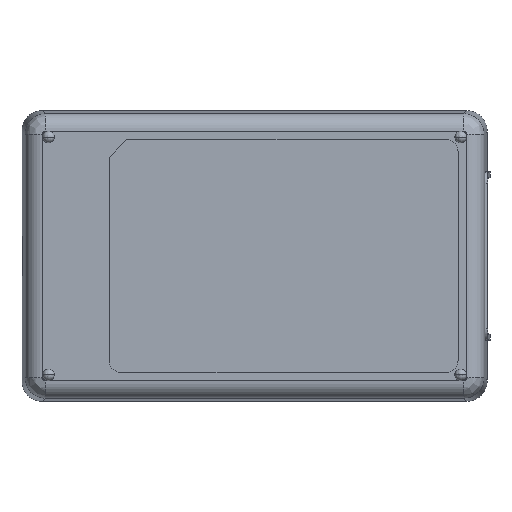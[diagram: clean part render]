
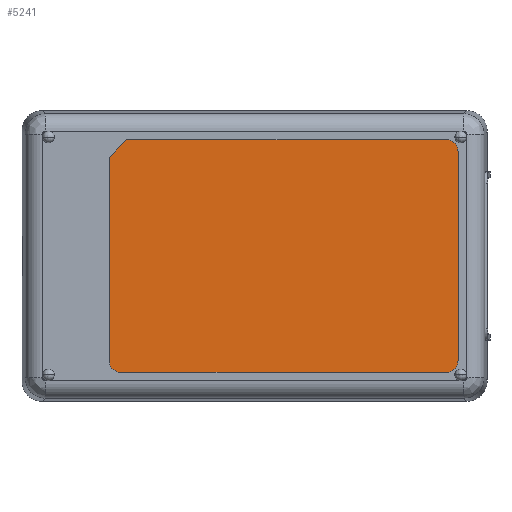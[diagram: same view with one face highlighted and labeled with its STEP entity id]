
A CAD part, front view. The second image highlights one B-rep face of the part: STEP entity #5241.
In plain terms, the highlighted planar face has unit normal (0, -1, 0).
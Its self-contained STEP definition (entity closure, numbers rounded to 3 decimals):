
#1717=CARTESIAN_POINT('',(-18.,-15.1,-33.));
#1718=DIRECTION('',(0.,-1.,0.));
#1719=DIRECTION('',(-1.,0.,0.));
#1720=AXIS2_PLACEMENT_3D('',#1717,#1718,#1719);
#1722=DIRECTION('',(0.,0.,-1.));
#1723=VECTOR('',#1722,56.);
#1724=CARTESIAN_POINT('',(-20.,-15.1,23.));
#1725=LINE('',#1724,#1723);
#1726=CARTESIAN_POINT('',(-18.,-15.1,23.));
#1727=DIRECTION('',(0.,-1.,0.));
#1728=DIRECTION('',(0.,0.,1.));
#1729=AXIS2_PLACEMENT_3D('',#1726,#1727,#1728);
#1731=DIRECTION('',(-0.707,0.,0.707));
#1732=VECTOR('',#1731,4.243);
#1733=CARTESIAN_POINT('',(20.,-15.1,22.));
#1734=LINE('',#1733,#1732);
#1735=CARTESIAN_POINT('',(18.,-15.1,-33.));
#1736=DIRECTION('',(0.,-1.,0.));
#1737=DIRECTION('',(0.,0.,-1.));
#1738=AXIS2_PLACEMENT_3D('',#1735,#1736,#1737);
#1740=DIRECTION('',(1.,0.,0.));
#1741=VECTOR('',#1740,36.);
#1742=CARTESIAN_POINT('',(-18.,-15.1,-35.));
#1743=LINE('',#1742,#1741);
#1760=DIRECTION('',(0.,0.,-1.));
#1761=VECTOR('',#1760,55.);
#1762=CARTESIAN_POINT('',(20.,-15.1,22.));
#1763=LINE('',#1762,#1761);
#1772=DIRECTION('',(1.,0.,0.));
#1773=VECTOR('',#1772,35.);
#1774=CARTESIAN_POINT('',(-18.,-15.1,25.));
#1775=LINE('',#1774,#1773);
#2753=CARTESIAN_POINT('',(20.,-15.1,22.));
#2754=CARTESIAN_POINT('',(17.,-15.1,25.));
#2755=VERTEX_POINT('',#2753);
#2756=VERTEX_POINT('',#2754);
#2917=CARTESIAN_POINT('',(-20.,-15.1,-33.));
#2918=CARTESIAN_POINT('',(-18.,-15.1,-35.));
#2919=VERTEX_POINT('',#2917);
#2920=VERTEX_POINT('',#2918);
#2980=CARTESIAN_POINT('',(-20.,-15.1,23.));
#2981=VERTEX_POINT('',#2980);
#3193=CARTESIAN_POINT('',(-18.,-15.1,25.));
#3194=VERTEX_POINT('',#3193);
#3291=CARTESIAN_POINT('',(18.,-15.1,-35.));
#3292=VERTEX_POINT('',#3291);
#3297=CARTESIAN_POINT('',(20.,-15.1,-33.));
#3298=VERTEX_POINT('',#3297);
#5219=CARTESIAN_POINT('',(0.,-15.1,-5.));
#5220=DIRECTION('',(0.,1.,0.));
#5221=DIRECTION('',(0.,0.,1.));
#5222=AXIS2_PLACEMENT_3D('',#5219,#5220,#5221);
#5223=PLANE('',#5222);
#5225=ORIENTED_EDGE('',*,*,#5224,.F.);
#5227=ORIENTED_EDGE('',*,*,#5226,.F.);
#5229=ORIENTED_EDGE('',*,*,#5228,.F.);
#5231=ORIENTED_EDGE('',*,*,#5230,.T.);
#5232=ORIENTED_EDGE('',*,*,#5209,.F.);
#5234=ORIENTED_EDGE('',*,*,#5233,.T.);
#5236=ORIENTED_EDGE('',*,*,#5235,.F.);
#5238=ORIENTED_EDGE('',*,*,#5237,.F.);
#5239=EDGE_LOOP('',(#5225,#5227,#5229,#5231,#5232,#5234,#5236,#5238));
#5240=FACE_OUTER_BOUND('',#5239,.F.);
#5241=ADVANCED_FACE('',(#5240),#5223,.F.);
#1721=CIRCLE('',#1720,2.);
#1730=CIRCLE('',#1729,2.);
#1739=CIRCLE('',#1738,2.);
#5209=EDGE_CURVE('',#2755,#2756,#1734,.T.);
#5224=EDGE_CURVE('',#2919,#2920,#1721,.T.);
#5226=EDGE_CURVE('',#2981,#2919,#1725,.T.);
#5228=EDGE_CURVE('',#3194,#2981,#1730,.T.);
#5230=EDGE_CURVE('',#3194,#2756,#1775,.T.);
#5233=EDGE_CURVE('',#2755,#3298,#1763,.T.);
#5235=EDGE_CURVE('',#3292,#3298,#1739,.T.);
#5237=EDGE_CURVE('',#2920,#3292,#1743,.T.);
